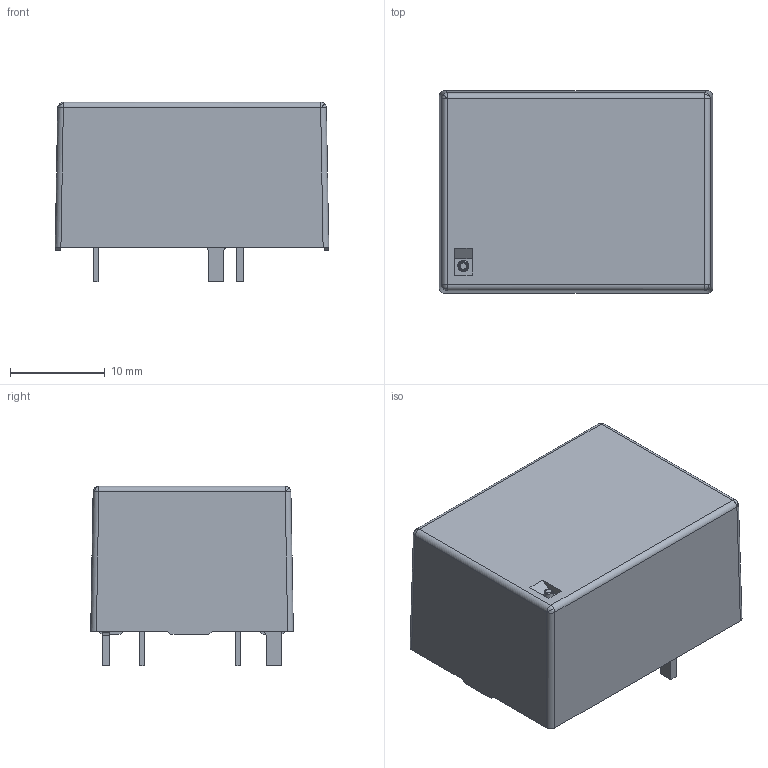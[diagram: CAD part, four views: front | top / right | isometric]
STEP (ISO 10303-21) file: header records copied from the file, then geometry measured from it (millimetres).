
FILE_DESCRIPTION(('CAx-IF Rec.Pracs.---Model Styling and Organization---1.5---2016-08-15','CAx-IF Rec.Pracs.---Geometric and Assembly Validation Properties---4.4---2016-08-17','CAx-IF Rec.Pracs.---User Defined Attributes---1.5---2016-08-15','CAx-IF Rec.Pracs.---External References---2.1---2005-01-19'),'2;1');
FILE_NAME('1120528.step','2024-12-19T13:39:08',('Unspecified'),('Unspecified'),'CAD Exchanger 3.10.2 (cadexchanger.com)','Unspecified','');
FILE_SCHEMA(('AUTOMOTIVE_DESIGN { 1 0 10303 214 1 1 1 1 }'));
Length unit declared in the file: millimetre
Products named in the file (1): T9GV1L14-5
Bounding box: 28.9 x 21.4 x 18.95 mm (x, y, z)
Volume: 9224.2 mm3; surface area: 2761.3 mm2
Topology: 1 solids, 1 shells, 80 faces, 215 edges, 135 vertices
Faces by surface type: plane 51, cylinder 15, bspline 12, cone 2
Entity records: 2627 total; most frequent: CARTESIAN_POINT 687, ORIENTED_EDGE 414, DIRECTION 382, EDGE_CURVE 207, LINE 146, VECTOR 146, VERTEX_POINT 135, AXIS2_PLACEMENT_3D 118
